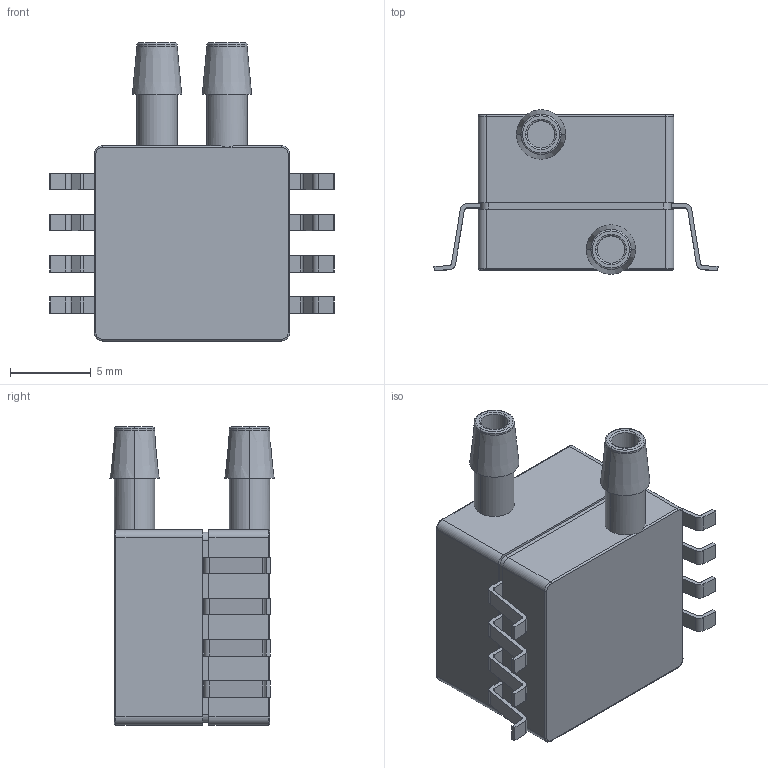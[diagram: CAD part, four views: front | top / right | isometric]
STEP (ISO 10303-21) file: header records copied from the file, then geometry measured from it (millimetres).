
FILE_DESCRIPTION (( 'STEP AP214' ), '1' );
FILE_NAME ('Freescale 98ASA99255D Case.STEP', '2016-03-12T23:37:47', ( '' ), ( '' ), 'SwSTEP 2.0', 'SolidWorks 2015', '' );
FILE_SCHEMA (( 'AUTOMOTIVE_DESIGN' ));
Length unit declared in the file: millimetre
Products named in the file (1): Freescale 98ASA99255D Case
Bounding box: 17.56 x 10.16 x 18.41 mm (x, y, z)
Volume: 1444.6 mm3; surface area: 1050.9 mm2
Topology: 1 solids, 1 shells, 180 faces, 462 edges, 298 vertices
Faces by surface type: plane 94, cylinder 66, torus 16, cone 4
Entity records: 6654 total; most frequent: DIRECTION 978, CARTESIAN_POINT 961, ORIENTED_EDGE 924, EDGE_CURVE 462, AXIS2_PLACEMENT_3D 339, VECTOR 300, LINE 300, VERTEX_POINT 298
